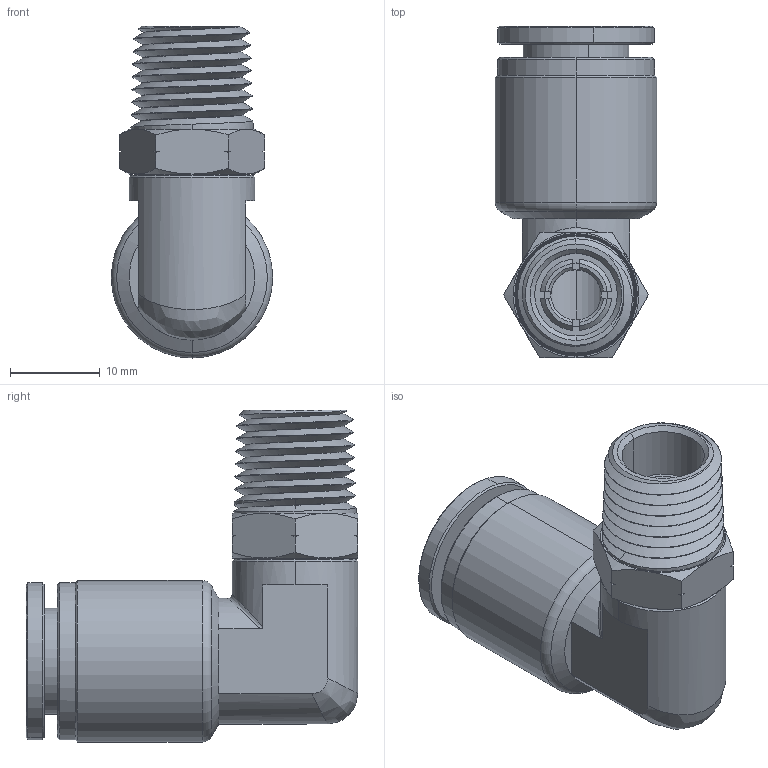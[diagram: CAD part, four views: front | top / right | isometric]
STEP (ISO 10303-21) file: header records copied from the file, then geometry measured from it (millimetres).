
FILE_DESCRIPTION (( 'STEP AP214' ), '1' );
FILE_NAME ('MES3-8N1-4W.STEP', '2018-07-20T16:41:37', ( '' ), ( '' ), 'SwSTEP 2.0', 'SolidWorks 2016', '' );
FILE_SCHEMA (( 'AUTOMOTIVE_DESIGN' ));
Length unit declared in the file: millimetre
Products named in the file (1): MES3-8N1-4W
Bounding box: 18 x 36.97 x 37 mm (x, y, z)
Volume: 6620.5 mm3; surface area: 8965.7 mm2
Topology: 7 solids, 7 shells, 532 faces, 1453 edges, 944 vertices
Faces by surface type: cone 188, plane 188, cylinder 85, bspline 67, torus 4
Entity records: 27708 total; most frequent: CARTESIAN_POINT 9312, ORIENTED_EDGE 2902, DIRECTION 2247, EDGE_CURVE 1451, VERTEX_POINT 944, AXIS2_PLACEMENT_3D 900, EDGE_LOOP 557, UNCERTAINTY_MEASURE_WITH_UNIT 541
